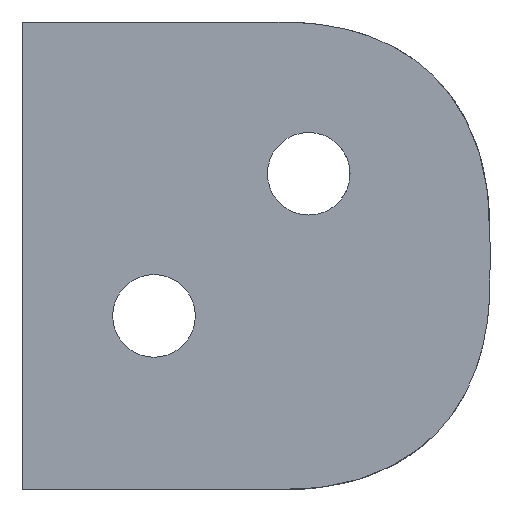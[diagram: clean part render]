
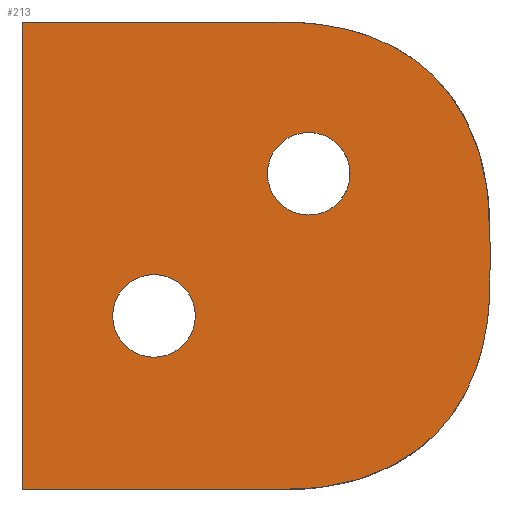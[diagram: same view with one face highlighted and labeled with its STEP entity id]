
A CAD part, front view. The second image highlights one B-rep face of the part: STEP entity #213.
In plain terms, the highlighted planar face has unit normal (0, -1, 0).
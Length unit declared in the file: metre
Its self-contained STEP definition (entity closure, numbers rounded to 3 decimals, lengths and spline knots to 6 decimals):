
#20=CIRCLE('',#243,0.0015);
#21=CIRCLE('',#244,0.0015);
#32=B_SPLINE_CURVE_WITH_KNOTS('',3,(#408,#409,#410,#411,#412,#413,#414,
#415,#416,#417,#418,#419,#420,#421,#422,#423,#424,#425,#426,#427,#428,#429,
#430,#431),.UNSPECIFIED.,.F.,.F.,(4,1,1,1,1,1,1,1,1,1,1,1,1,1,1,1,1,1,1,
1,1,4),(0.,0.0625,0.09375,0.125,0.140625,0.15625,0.1875,0.25,0.28125,0.3125,
0.375,0.5,0.625,0.75,0.78125,0.8125,0.84375,0.875,0.890625,0.90625,0.9375,
1.),.UNSPECIFIED.);
#33=B_SPLINE_CURVE_WITH_KNOTS('',3,(#432,#433,#434,#435,#436,#437,#438,
#439,#440,#441,#442,#443,#444,#445,#446,#447,#448,#449,#450,#451,#452,#453,
#454,#455),.UNSPECIFIED.,.F.,.F.,(4,1,1,1,1,1,1,1,1,1,1,1,1,1,1,1,1,1,1,
1,1,4),(0.,0.0625,0.09375,0.125,0.140625,0.15625,0.1875,0.25,0.28125,0.3125,
0.375,0.5,0.625,0.75,0.78125,0.8125,0.84375,0.875,0.890625,0.90625,0.9375,
1.),.UNSPECIFIED.);
#58=ORIENTED_EDGE('',*,*,#104,.T.);
#59=ORIENTED_EDGE('',*,*,#105,.T.);
#60=ORIENTED_EDGE('',*,*,#96,.F.);
#61=ORIENTED_EDGE('',*,*,#106,.T.);
#62=ORIENTED_EDGE('',*,*,#90,.F.);
#63=ORIENTED_EDGE('',*,*,#107,.T.);
#64=ORIENTED_EDGE('',*,*,#86,.T.);
#65=ORIENTED_EDGE('',*,*,#98,.T.);
#86=EDGE_CURVE('',#112,#113,#132,.T.);
#90=EDGE_CURVE('',#116,#117,#135,.T.);
#96=EDGE_CURVE('',#122,#123,#138,.T.);
#98=EDGE_CURVE('',#113,#123,#140,.T.);
#104=EDGE_CURVE('',#126,#126,#20,.T.);
#105=EDGE_CURVE('',#127,#127,#21,.T.);
#106=EDGE_CURVE('',#122,#117,#32,.T.);
#107=EDGE_CURVE('',#116,#112,#33,.T.);
#112=VERTEX_POINT('',#310);
#113=VERTEX_POINT('',#311);
#116=VERTEX_POINT('',#322);
#117=VERTEX_POINT('',#323);
#122=VERTEX_POINT('',#343);
#123=VERTEX_POINT('',#345);
#126=VERTEX_POINT('',#405);
#127=VERTEX_POINT('',#407);
#132=LINE('',#309,#142);
#135=LINE('',#321,#145);
#138=LINE('',#344,#148);
#140=LINE('',#348,#150);
#142=VECTOR('',#259,1.);
#145=VECTOR('',#264,1.);
#148=VECTOR('',#269,1.);
#150=VECTOR('',#273,1.);
#159=EDGE_LOOP('',(#58));
#160=EDGE_LOOP('',(#59));
#161=EDGE_LOOP('',(#60,#61,#62,#63,#64,#65));
#183=FACE_BOUND('',#159,.T.);
#184=FACE_BOUND('',#160,.T.);
#185=FACE_BOUND('',#161,.T.);
#205=PLANE('',#242);
#213=ADVANCED_FACE('',(#183,#184,#185),#205,.F.);
#242=AXIS2_PLACEMENT_3D('',#403,#281,#282);
#243=AXIS2_PLACEMENT_3D('',#404,#283,#284);
#244=AXIS2_PLACEMENT_3D('',#406,#285,#286);
#259=DIRECTION('',(-1.,0.,0.));
#264=DIRECTION('',(0.,0.,-1.));
#269=DIRECTION('',(-1.,0.,0.));
#273=DIRECTION('',(0.,0.,-1.));
#281=DIRECTION('',(0.,1.,0.));
#282=DIRECTION('',(-1.,0.,0.));
#283=DIRECTION('',(0.,1.,0.));
#284=DIRECTION('',(-1.,0.,0.));
#285=DIRECTION('',(0.,1.,0.));
#286=DIRECTION('',(-1.,0.,0.));
#309=CARTESIAN_POINT('',(0.115684,0.077197,-0.003033));
#310=CARTESIAN_POINT('',(0.116184,0.077197,-0.003033));
#311=CARTESIAN_POINT('',(0.107184,0.077194,-0.003033));
#321=CARTESIAN_POINT('',(0.124184,0.077201,-0.011533));
#322=CARTESIAN_POINT('',(0.124184,0.077201,-0.011033));
#323=CARTESIAN_POINT('',(0.124184,0.077201,-0.012033));
#343=CARTESIAN_POINT('',(0.116184,0.077197,-0.020033));
#344=CARTESIAN_POINT('',(0.115684,0.077197,-0.020033));
#345=CARTESIAN_POINT('',(0.107184,0.077194,-0.020033));
#348=CARTESIAN_POINT('',(0.107184,0.077194,-0.011533));
#403=CARTESIAN_POINT('',(0.059942,0.077174,-0.011533));
#404=CARTESIAN_POINT('',(0.117599,0.077198,-0.008545));
#405=CARTESIAN_POINT('',(0.116099,0.077197,-0.008545));
#406=CARTESIAN_POINT('',(0.111978,0.077196,-0.01371));
#407=CARTESIAN_POINT('',(0.110478,0.077195,-0.01371));
#408=CARTESIAN_POINT('',(0.116184,0.077197,-0.020033));
#409=CARTESIAN_POINT('',(0.116522,0.077198,-0.020033));
#410=CARTESIAN_POINT('',(0.116985,0.077198,-0.020024));
#411=CARTESIAN_POINT('',(0.117504,0.077198,-0.019997));
#412=CARTESIAN_POINT('',(0.117804,0.077198,-0.019971));
#413=CARTESIAN_POINT('',(0.117991,0.077198,-0.01995));
#414=CARTESIAN_POINT('',(0.11827,0.077198,-0.019912));
#415=CARTESIAN_POINT('',(0.118736,0.077199,-0.019831));
#416=CARTESIAN_POINT('',(0.119263,0.077199,-0.0197));
#417=CARTESIAN_POINT('',(0.119748,0.077199,-0.01954));
#418=CARTESIAN_POINT('',(0.120295,0.077199,-0.019328));
#419=CARTESIAN_POINT('',(0.121169,0.0772,-0.018894));
#420=CARTESIAN_POINT('',(0.122236,0.0772,-0.018084));
#421=CARTESIAN_POINT('',(0.123197,0.0772,-0.01681));
#422=CARTESIAN_POINT('',(0.123677,0.077201,-0.01571));
#423=CARTESIAN_POINT('',(0.123912,0.077201,-0.01487));
#424=CARTESIAN_POINT('',(0.123999,0.077201,-0.014486));
#425=CARTESIAN_POINT('',(0.12407,0.077201,-0.014082));
#426=CARTESIAN_POINT('',(0.124113,0.077201,-0.013751));
#427=CARTESIAN_POINT('',(0.124142,0.077201,-0.013449));
#428=CARTESIAN_POINT('',(0.124156,0.077201,-0.013256));
#429=CARTESIAN_POINT('',(0.124177,0.077201,-0.012834));
#430=CARTESIAN_POINT('',(0.124184,0.077201,-0.012381));
#431=CARTESIAN_POINT('',(0.124184,0.077201,-0.012033));
#432=CARTESIAN_POINT('',(0.124184,0.077201,-0.011033));
#433=CARTESIAN_POINT('',(0.124184,0.077201,-0.010695));
#434=CARTESIAN_POINT('',(0.124175,0.077201,-0.010232));
#435=CARTESIAN_POINT('',(0.124148,0.077201,-0.009713));
#436=CARTESIAN_POINT('',(0.124122,0.077201,-0.009413));
#437=CARTESIAN_POINT('',(0.124101,0.077201,-0.009226));
#438=CARTESIAN_POINT('',(0.124063,0.077201,-0.008947));
#439=CARTESIAN_POINT('',(0.123983,0.077201,-0.008481));
#440=CARTESIAN_POINT('',(0.123851,0.077201,-0.007954));
#441=CARTESIAN_POINT('',(0.123691,0.077201,-0.007469));
#442=CARTESIAN_POINT('',(0.123479,0.077201,-0.006922));
#443=CARTESIAN_POINT('',(0.123046,0.0772,-0.006048));
#444=CARTESIAN_POINT('',(0.122236,0.0772,-0.004981));
#445=CARTESIAN_POINT('',(0.120961,0.077199,-0.00402));
#446=CARTESIAN_POINT('',(0.119862,0.077199,-0.00354));
#447=CARTESIAN_POINT('',(0.119021,0.077199,-0.003305));
#448=CARTESIAN_POINT('',(0.118637,0.077199,-0.003218));
#449=CARTESIAN_POINT('',(0.118234,0.077198,-0.003147));
#450=CARTESIAN_POINT('',(0.117902,0.077198,-0.003104));
#451=CARTESIAN_POINT('',(0.117601,0.077198,-0.003075));
#452=CARTESIAN_POINT('',(0.117408,0.077198,-0.003061));
#453=CARTESIAN_POINT('',(0.116985,0.077198,-0.00304));
#454=CARTESIAN_POINT('',(0.116532,0.077198,-0.003033));
#455=CARTESIAN_POINT('',(0.116184,0.077197,-0.003033));
